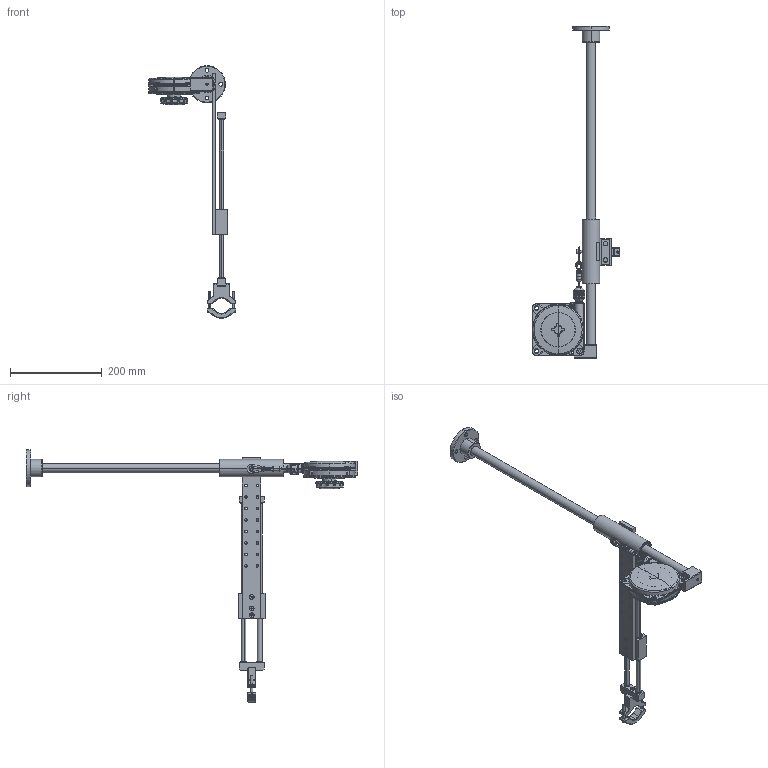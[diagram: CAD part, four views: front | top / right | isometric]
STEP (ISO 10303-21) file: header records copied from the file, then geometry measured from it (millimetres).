
FILE_DESCRIPTION (( 'STEP AP214' ), '1' );
FILE_NAME ('Linar1 2019.STEP', '2019-04-24T06:51:05', ( '' ), ( '' ), 'SwSTEP 2.0', 'SolidWorks 2017', '' );
FILE_SCHEMA (( 'AUTOMOTIVE_DESIGN' ));
Length unit declared in the file: millimetre
Products named in the file (70): Cuscinetto LME20UU 3d32x45 cod 895012; Asta orizzontale d10 x 370 cod 954003 REV1; 200039 grano M3x3; OR 10mm d2 895025; Linear bushing 895011; Staffa sostegno Linear arm d48 895009; Supporto cuscinetti orizzontale 895004 Rev3; screw_uni_5933_m5x0_8-16-8_8_0; Supporto asta 895010; Vite M8 x 16 895019; Terminale anteriore 895008; Vite M8 x 20 895020; Vite M5 Iso7379 8mm 895017; Supporto cuscinetti verticale 895005; Vite M6 x 20 cod 895018; Bilanciatore 2-3 Kg cod  10313; Asta verticale d20x700 895006 Rev3; Vite M3 x6 TSP cod 210068; Supporto bilanciatore 895007 REV1; Calamita 895026; Vite iso4762 Interamente filettata M5x40 895016; Terminale posteriore 895002 Rev2; Staffa d48 894017; Piastra frontale 895001; Grano a punta M3x4 895013; Grano a punta M5x10 895023; Linar1 2019; Vite M3 x6 TSP cod 210068_ISO 7046-1 - M3 x 6 - Z --- 6N
Assembly tree (43 placements, depth 2):
  Cuscinetto LME20UU 3d32x45 cod 895012
  Asta orizzontale d10 x 370 cod 954003 REV1
  200039 grano M3x3
  Cuscinetto LME20UU 3d32x45 cod 895012
  OR 10mm d2 895025
Bounding box: 191.34 x 722 x 548.94 mm (x, y, z)
Volume: 842125.2 mm3; surface area: 345513.1 mm2
Topology: 63 solids, 63 shells, 3778 faces, 8838 edges, 5189 vertices
Faces by surface type: plane 828, cylinder 798, bspline 788, torus 584, cone 542, sphere 238
Entity records: 161953 total; most frequent: CARTESIAN_POINT 54400, ORIENTED_EDGE 16238, DIRECTION 15011, EDGE_CURVE 8119, AXIS2_PLACEMENT_3D 6432, VERTEX_POINT 4815, EDGE_LOOP 3742, CIRCLE 3682
